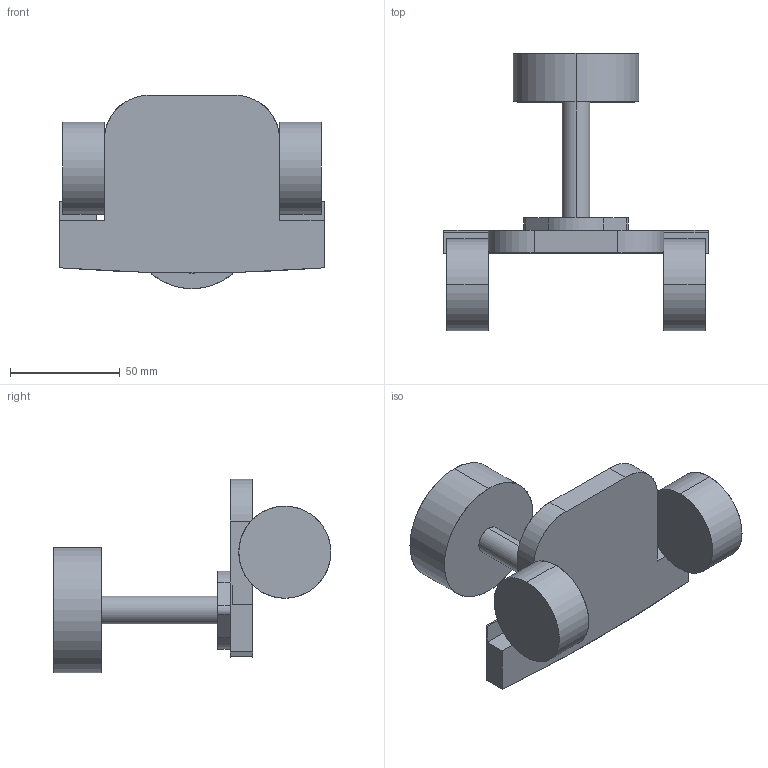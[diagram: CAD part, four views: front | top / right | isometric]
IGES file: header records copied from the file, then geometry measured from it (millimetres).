
Start section: SolidWorks IGES file using analytic representation for surfaces
Global section: file name: REAR ACCESSORY.IGS; native system: SolidWorks 2008; preprocessor: SolidWorks 2008; author: dshope; date: 090724.210321; units: inch
Bounding box: 120.65 x 126.74 x 88.27 mm (x, y, z)
Surface area: 41641.9 mm2 (no closed solid volume)
Topology: 0 solids, 0 shells, 64 faces, 1234 edges, 1234 vertices
Faces by surface type: bspline 36, revolution 28
